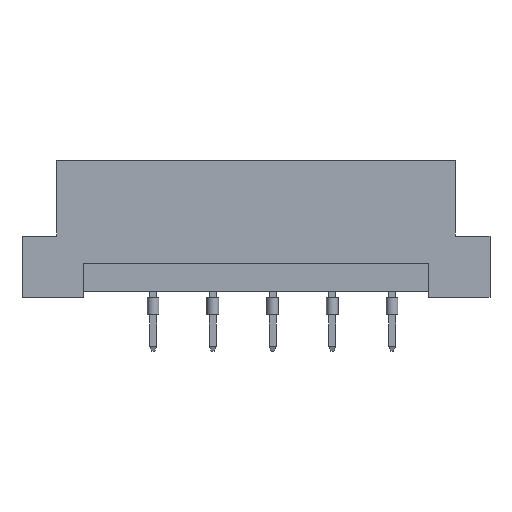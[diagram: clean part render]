
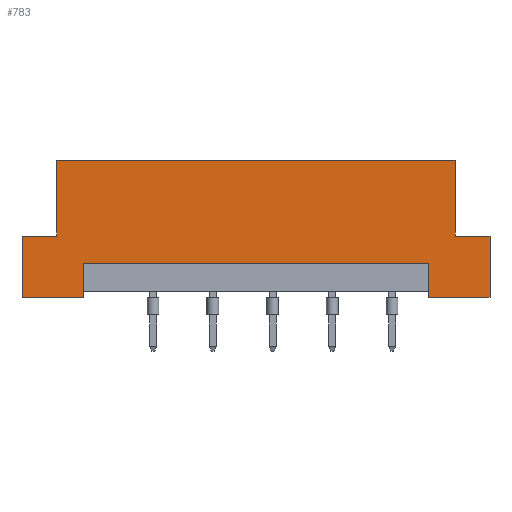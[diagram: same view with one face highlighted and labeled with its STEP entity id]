
A CAD part, front view. The second image highlights one B-rep face of the part: STEP entity #783.
In plain terms, the highlighted planar face has unit normal (0, -1, 0).
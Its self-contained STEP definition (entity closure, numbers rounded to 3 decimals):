
#64 = VERTEX_POINT ( 'NONE', #5519 ) ;
#192 = LINE ( 'NONE', #706, #6195 ) ;
#198 = ORIENTED_EDGE ( 'NONE', *, *, #4951, .F. ) ;
#204 = DIRECTION ( 'NONE',  ( 1., 0., 0. ) ) ;
#219 = FACE_OUTER_BOUND ( 'NONE', #5790, .T. ) ;
#282 = CARTESIAN_POINT ( 'NONE',  ( -14.69, 0., 0.5 ) ) ;
#283 = CARTESIAN_POINT ( 'NONE',  ( -19.9, 0., 5.2 ) ) ;
#349 = LINE ( 'NONE', #283, #6631 ) ;
#362 = VECTOR ( 'NONE', #2810, 1000. ) ;
#430 = DIRECTION ( 'NONE',  ( 0., 0., 1. ) ) ;
#472 = ORIENTED_EDGE ( 'NONE', *, *, #4166, .F. ) ;
#479 = VECTOR ( 'NONE', #4821, 1000. ) ;
#506 = CARTESIAN_POINT ( 'NONE',  ( -16.94, 0., 11.6 ) ) ;
#548 = EDGE_CURVE ( 'NONE', #2194, #64, #6329, .T. ) ;
#583 = VERTEX_POINT ( 'NONE', #2170 ) ;
#706 = CARTESIAN_POINT ( 'NONE',  ( -19.9, 0., 0. ) ) ;
#742 = EDGE_CURVE ( 'NONE', #583, #1865, #3936, .T. ) ;
#772 = CARTESIAN_POINT ( 'NONE',  ( 16.94, 0., 11.6 ) ) ;
#783 = ADVANCED_FACE ( 'NONE', ( #219 ), #5498, .F. ) ;
#834 = CARTESIAN_POINT ( 'NONE',  ( -19.9, 0., 11.6 ) ) ;
#1039 = VECTOR ( 'NONE', #430, 1000. ) ;
#1227 = CARTESIAN_POINT ( 'NONE',  ( 19.9, 0., 0. ) ) ;
#1260 = CARTESIAN_POINT ( 'NONE',  ( 19.9, 0., 5.2 ) ) ;
#1294 = VECTOR ( 'NONE', #4965, 1000. ) ;
#1475 = VERTEX_POINT ( 'NONE', #3718 ) ;
#1572 = EDGE_CURVE ( 'NONE', #5064, #6625, #6481, .T. ) ;
#1608 = VECTOR ( 'NONE', #3891, 1000. ) ;
#1611 = ORIENTED_EDGE ( 'NONE', *, *, #3829, .F. ) ;
#1652 = EDGE_CURVE ( 'NONE', #1475, #6462, #6420, .T. ) ;
#1755 = LINE ( 'NONE', #1227, #479 ) ;
#1793 = ORIENTED_EDGE ( 'NONE', *, *, #4914, .F. ) ;
#1865 = VERTEX_POINT ( 'NONE', #5406 ) ;
#1894 = VERTEX_POINT ( 'NONE', #772 ) ;
#1972 = VERTEX_POINT ( 'NONE', #3297 ) ;
#2170 = CARTESIAN_POINT ( 'NONE',  ( -14.69, 0., 2.9 ) ) ;
#2194 = VERTEX_POINT ( 'NONE', #5196 ) ;
#2243 = DIRECTION ( 'NONE',  ( -1., 0., 0. ) ) ;
#2250 = ORIENTED_EDGE ( 'NONE', *, *, #548, .F. ) ;
#2264 = CARTESIAN_POINT ( 'NONE',  ( -19.9, 0., 0. ) ) ;
#2370 = ORIENTED_EDGE ( 'NONE', *, *, #4405, .F. ) ;
#2374 = DIRECTION ( 'NONE',  ( 1., 0., 0. ) ) ;
#2467 = CARTESIAN_POINT ( 'NONE',  ( 16.94, 0., 5.2 ) ) ;
#2617 = ORIENTED_EDGE ( 'NONE', *, *, #1572, .F. ) ;
#2732 = CARTESIAN_POINT ( 'NONE',  ( 19.9, 0., 5.2 ) ) ;
#2777 = CARTESIAN_POINT ( 'NONE',  ( -19.9, 0., 0. ) ) ;
#2810 = DIRECTION ( 'NONE',  ( 0., 0., -1. ) ) ;
#2852 = EDGE_CURVE ( 'NONE', #6625, #1972, #1755, .T. ) ;
#2875 = LINE ( 'NONE', #5959, #1294 ) ;
#2880 = VECTOR ( 'NONE', #4342, 1000. ) ;
#2994 = EDGE_CURVE ( 'NONE', #5064, #1894, #3540, .T. ) ;
#3078 = VERTEX_POINT ( 'NONE', #4214 ) ;
#3297 = CARTESIAN_POINT ( 'NONE',  ( 19.9, 0., 0. ) ) ;
#3333 = DIRECTION ( 'NONE',  ( 1., 0., 0. ) ) ;
#3339 = LINE ( 'NONE', #4429, #6726 ) ;
#3366 = LINE ( 'NONE', #5858, #6422 ) ;
#3377 = ORIENTED_EDGE ( 'NONE', *, *, #2852, .F. ) ;
#3418 = VECTOR ( 'NONE', #6437, 1000. ) ;
#3540 = LINE ( 'NONE', #6645, #1039 ) ;
#3718 = CARTESIAN_POINT ( 'NONE',  ( -16.94, 0., 5.2 ) ) ;
#3822 = EDGE_CURVE ( 'NONE', #4765, #3078, #2875, .T. ) ;
#3829 = EDGE_CURVE ( 'NONE', #64, #1475, #349, .T. ) ;
#3891 = DIRECTION ( 'NONE',  ( 0., 0., 1. ) ) ;
#3936 = LINE ( 'NONE', #282, #362 ) ;
#3969 = DIRECTION ( 'NONE',  ( 0., 0., 1. ) ) ;
#4166 = EDGE_CURVE ( 'NONE', #1865, #2194, #4864, .T. ) ;
#4214 = CARTESIAN_POINT ( 'NONE',  ( 14.69, 0., 0. ) ) ;
#4342 = DIRECTION ( 'NONE',  ( -1., 0., 0. ) ) ;
#4363 = ORIENTED_EDGE ( 'NONE', *, *, #1652, .F. ) ;
#4402 = CARTESIAN_POINT ( 'NONE',  ( -16.94, 0., 5.2 ) ) ;
#4405 = EDGE_CURVE ( 'NONE', #4765, #583, #3339, .T. ) ;
#4418 = DIRECTION ( 'NONE',  ( 0., 1., 0. ) ) ;
#4429 = CARTESIAN_POINT ( 'NONE',  ( 14.69, 0., 2.9 ) ) ;
#4494 = ORIENTED_EDGE ( 'NONE', *, *, #2994, .T. ) ;
#4765 = VERTEX_POINT ( 'NONE', #6261 ) ;
#4821 = DIRECTION ( 'NONE',  ( 0., 0., -1. ) ) ;
#4864 = LINE ( 'NONE', #2264, #2880 ) ;
#4914 = EDGE_CURVE ( 'NONE', #6462, #1894, #3366, .T. ) ;
#4943 = DIRECTION ( 'NONE',  ( -1., 0., 0. ) ) ;
#4951 = EDGE_CURVE ( 'NONE', #1972, #3078, #192, .T. ) ;
#4965 = DIRECTION ( 'NONE',  ( 0., 0., -1. ) ) ;
#5064 = VERTEX_POINT ( 'NONE', #2467 ) ;
#5196 = CARTESIAN_POINT ( 'NONE',  ( -19.9, 0., 0. ) ) ;
#5406 = CARTESIAN_POINT ( 'NONE',  ( -14.69, 0., 0. ) ) ;
#5498 = PLANE ( 'NONE',  #6563 ) ;
#5519 = CARTESIAN_POINT ( 'NONE',  ( -19.9, 0., 5.2 ) ) ;
#5790 = EDGE_LOOP ( 'NONE', ( #2370, #6380, #198, #3377, #2617, #4494, #1793, #4363, #1611, #2250, #472, #6510 ) ) ;
#5858 = CARTESIAN_POINT ( 'NONE',  ( -19.9, 0., 11.6 ) ) ;
#5959 = CARTESIAN_POINT ( 'NONE',  ( 14.69, 0., 0.5 ) ) ;
#6195 = VECTOR ( 'NONE', #2243, 1000. ) ;
#6261 = CARTESIAN_POINT ( 'NONE',  ( 14.69, 0., 2.9 ) ) ;
#6329 = LINE ( 'NONE', #2777, #3418 ) ;
#6380 = ORIENTED_EDGE ( 'NONE', *, *, #3822, .T. ) ;
#6420 = LINE ( 'NONE', #4402, #1608 ) ;
#6422 = VECTOR ( 'NONE', #3333, 1000. ) ;
#6437 = DIRECTION ( 'NONE',  ( 0., 0., 1. ) ) ;
#6462 = VERTEX_POINT ( 'NONE', #506 ) ;
#6481 = LINE ( 'NONE', #1260, #6615 ) ;
#6510 = ORIENTED_EDGE ( 'NONE', *, *, #742, .F. ) ;
#6563 = AXIS2_PLACEMENT_3D ( 'NONE', #834, #4418, #3969 ) ;
#6615 = VECTOR ( 'NONE', #204, 1000. ) ;
#6625 = VERTEX_POINT ( 'NONE', #2732 ) ;
#6631 = VECTOR ( 'NONE', #2374, 1000. ) ;
#6645 = CARTESIAN_POINT ( 'NONE',  ( 16.94, 0., 5.2 ) ) ;
#6726 = VECTOR ( 'NONE', #4943, 1000. ) ;
